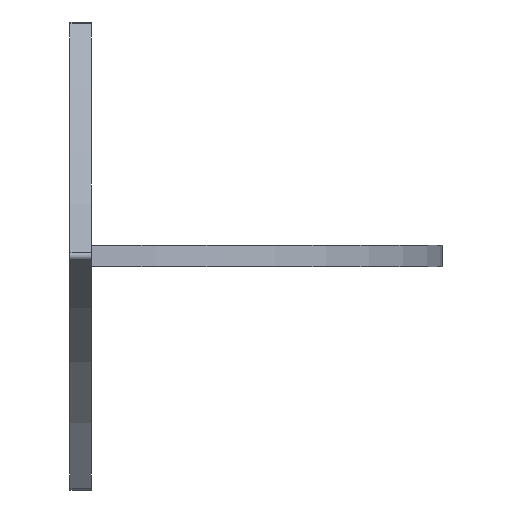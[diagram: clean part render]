
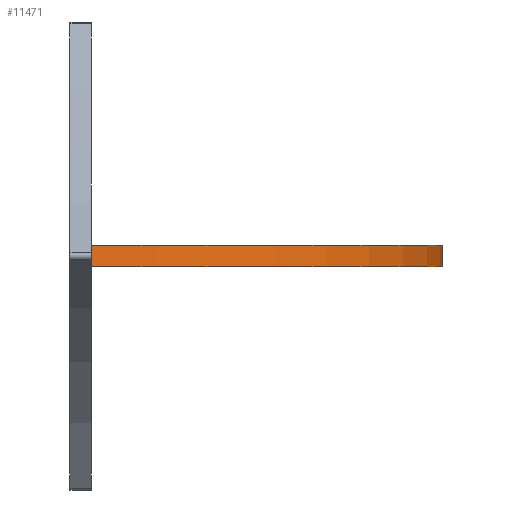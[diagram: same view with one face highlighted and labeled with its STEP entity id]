
A CAD part, front view. The second image highlights one B-rep face of the part: STEP entity #11471.
In plain terms, the highlighted cylindrical face has radius 91.812 mm (diameter 183.623 mm), a partial arc.
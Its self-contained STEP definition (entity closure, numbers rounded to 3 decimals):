
#44 = EDGE_CURVE ( 'NONE', #8722, #2630, #4802, .T. ) ;
#464 = CARTESIAN_POINT ( 'NONE',  ( 82.446, 71.351, 0. ) ) ;
#556 = ORIENTED_EDGE ( 'NONE', *, *, #6981, .T. ) ;
#874 = FACE_OUTER_BOUND ( 'NONE', #5439, .T. ) ;
#1028 = CIRCLE ( 'NONE', #7272, 91.812 ) ;
#1288 = ORIENTED_EDGE ( 'NONE', *, *, #44, .T. ) ;
#2208 = CARTESIAN_POINT ( 'NONE',  ( -9.229, 66.347, 5. ) ) ;
#2438 = CIRCLE ( 'NONE', #3780, 91.812 ) ;
#2630 = VERTEX_POINT ( 'NONE', #10838 ) ;
#3780 = AXIS2_PLACEMENT_3D ( 'NONE', #9288, #6486, #8285 ) ;
#3890 = LINE ( 'NONE', #11662, #10718 ) ;
#4153 = CYLINDRICAL_SURFACE ( 'NONE', #9313, 91.812 ) ;
#4712 = VERTEX_POINT ( 'NONE', #464 ) ;
#4802 = LINE ( 'NONE', #9124, #9214 ) ;
#5439 = EDGE_LOOP ( 'NONE', ( #556, #5935, #10909, #1288 ) ) ;
#5935 = ORIENTED_EDGE ( 'NONE', *, *, #11072, .F. ) ;
#6486 = DIRECTION ( 'NONE',  ( 0., 0., 1. ) ) ;
#6981 = EDGE_CURVE ( 'NONE', #2630, #4712, #2438, .T. ) ;
#7272 = AXIS2_PLACEMENT_3D ( 'NONE', #2208, #9461, #7736 ) ;
#7414 = VERTEX_POINT ( 'NONE', #10990 ) ;
#7701 = EDGE_CURVE ( 'NONE', #8722, #7414, #1028, .T. ) ;
#7736 = DIRECTION ( 'NONE',  ( 1., 0., 0. ) ) ;
#8285 = DIRECTION ( 'NONE',  ( 1., 0., 0. ) ) ;
#8640 = CARTESIAN_POINT ( 'NONE',  ( 0., -25., 5. ) ) ;
#8722 = VERTEX_POINT ( 'NONE', #8640 ) ;
#8819 = CARTESIAN_POINT ( 'NONE',  ( -9.229, 66.347, 5. ) ) ;
#8968 = DIRECTION ( 'NONE',  ( 0., 0., -1. ) ) ;
#9124 = CARTESIAN_POINT ( 'NONE',  ( 0., -25., 5. ) ) ;
#9214 = VECTOR ( 'NONE', #11787, 1000. ) ;
#9288 = CARTESIAN_POINT ( 'NONE',  ( -9.229, 66.347, 0. ) ) ;
#9313 = AXIS2_PLACEMENT_3D ( 'NONE', #8819, #8968, #10006 ) ;
#9461 = DIRECTION ( 'NONE',  ( 0., 0., 1. ) ) ;
#9827 = DIRECTION ( 'NONE',  ( 0., 0., -1. ) ) ;
#10006 = DIRECTION ( 'NONE',  ( -1., 0., 0. ) ) ;
#10718 = VECTOR ( 'NONE', #9827, 1000. ) ;
#10838 = CARTESIAN_POINT ( 'NONE',  ( 0., -25., 0. ) ) ;
#10909 = ORIENTED_EDGE ( 'NONE', *, *, #7701, .F. ) ;
#10990 = CARTESIAN_POINT ( 'NONE',  ( 82.446, 71.351, 5. ) ) ;
#11072 = EDGE_CURVE ( 'NONE', #7414, #4712, #3890, .T. ) ;
#11471 = ADVANCED_FACE ( 'NONE', ( #874 ), #4153, .T. ) ;
#11662 = CARTESIAN_POINT ( 'NONE',  ( 82.446, 71.351, 5. ) ) ;
#11787 = DIRECTION ( 'NONE',  ( 0., 0., -1. ) ) ;
